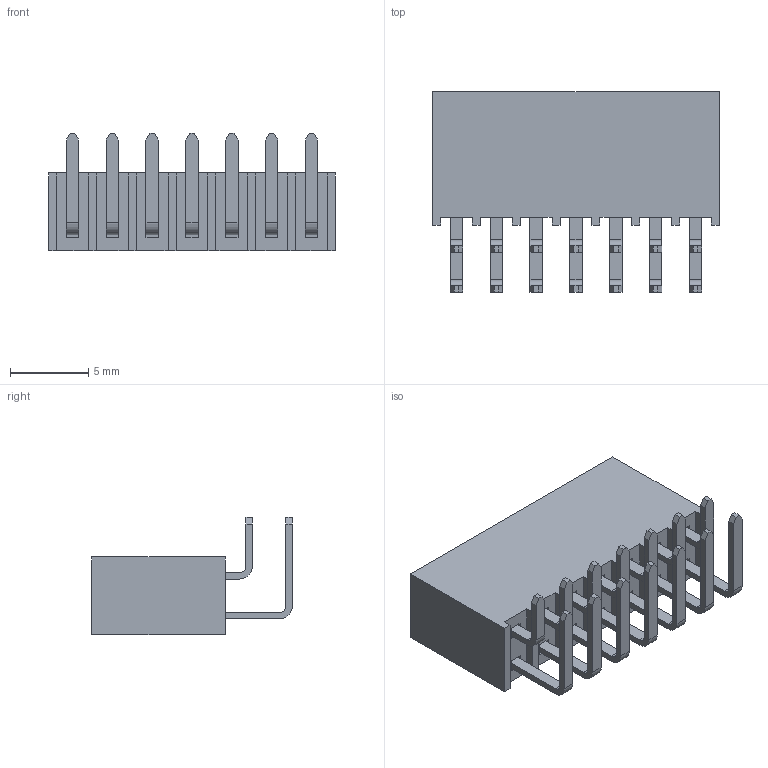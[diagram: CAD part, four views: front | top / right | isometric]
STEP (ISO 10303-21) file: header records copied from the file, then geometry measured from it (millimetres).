
FILE_DESCRIPTION( ( 'STEP AP214' ), ' ' );
FILE_NAME( 'SSW-107-02-S-D-RA.stp', '2018-03-22T13:06:49', ( '' ), ( '' ), ' ', 'PARTsolutions', ' ' );
FILE_SCHEMA( ( 'AUTOMOTIVE_DESIGN { 1 0 10303 214 1 1 1 1 }' ) );
Length unit declared in the file: inch
Products named in the file (3): SSW-107-02-S-D-RA; _SSW-107-02-S-D-RA_terminal; _SSW-107-02-S-D-RA_pin
Assembly tree (2 placements, depth 2):
  SSW-107-02-S-D-RA
    _SSW-107-02-S-D-RA_terminal
    _SSW-107-02-S-D-RA_pin
Bounding box: 18.29 x 12.78 x 7.48 mm (x, y, z)
Volume: 710.4 mm3; surface area: 1337 mm2
Topology: 2 solids, 2 shells, 250 faces, 696 edges, 464 vertices
Faces by surface type: plane 222, cylinder 28
Entity records: 10006 total; most frequent: CARTESIAN_POINT 1413, ORIENTED_EDGE 1392, DIRECTION 1258, EDGE_CURVE 696, LINE 640, VECTOR 640, VERTEX_POINT 464, AXIS2_PLACEMENT_3D 309
